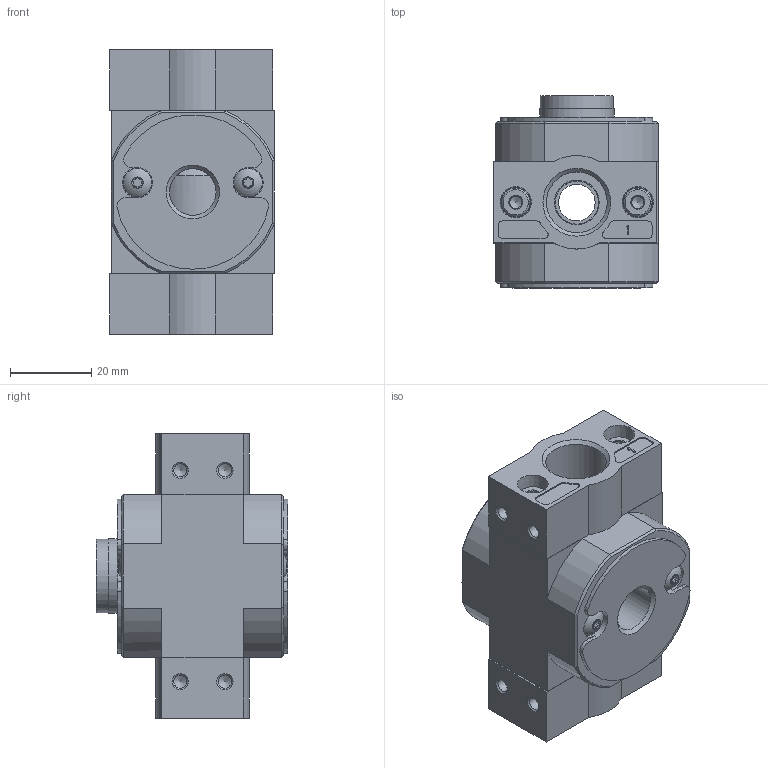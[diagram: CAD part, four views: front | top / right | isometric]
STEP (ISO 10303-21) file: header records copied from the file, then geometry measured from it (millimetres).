
FILE_DESCRIPTION(/* description */ ('STEP AP214'),/* implementation_level */ '2;1');
FILE_NAME(/* name */ '162790_FRM-H-3_8-D-MINI',/* time_stamp */ '2024-08-28T18:54:37+02:00',/* author */ ('License CC BY-ND 4.0'),/* organization */ ('CADENAS'),/* preprocessor_version */ 'ST-DEVELOPER v19.3',/* originating_system */ 'PARTsolutions',/* authorisation */ ' ');
FILE_SCHEMA (('AUTOMOTIVE_DESIGN {1 0 10303 214 3 1 1}'));
Length unit declared in the file: millimetre
Products named in the file (8): 162790 FRM-H-3/8-D-MINI; 360678 FRM-H-...-MINI; 359787 LF-D-MINI; 380295 PBL-3/8-D-MINI-R---(0) p1; DIN-912 - M4x16(F); 380293 PBL-3/8-D-MINI-L---(1) p1; DIN-908 G1/4A; 531772 OK-1/4
Assembly tree (11 placements, depth 2):
  162790 FRM-H-3/8-D-MINI
    360678 FRM-H-...-MINI
    359787 LF-D-MINI  x2
    380295 PBL-3/8-D-MINI-R---(0) p1
    DIN-912 - M4x16(F)  x4
    380293 PBL-3/8-D-MINI-L---(1) p1
    DIN-908 G1/4A
    531772 OK-1/4
Bounding box: 40.4 x 47.2 x 70 mm (x, y, z)
Volume: 73344.2 mm3; surface area: 28654.7 mm2
Topology: 11 solids, 11 shells, 469 faces, 1056 edges, 645 vertices
Faces by surface type: plane 183, cylinder 153, cone 126, sphere 4, torus 3
Full cylindrical faces by diameter (mm): 3.242 x8, 4 x4, 5.2 x4, 6.3 x4, 6.5 x2, 7 x8, 7.4 x4, 7.9 x1, 9 x1, 10.6 x1, 11 x2, 11.4 x1, 11.445 x2, 12.2 x2, 13.157 x1, 13.3 x1, 14.95 x2, 15.7 x2, 18 x2, 18.3 x1
Entity records: 10448 total; most frequent: CARTESIAN_POINT 2076, DIRECTION 1744, ORIENTED_EDGE 1530, EDGE_CURVE 765, AXIS2_PLACEMENT_3D 707, VERTEX_POINT 538, FACE_BOUND 517, EDGE_LOOP 509
